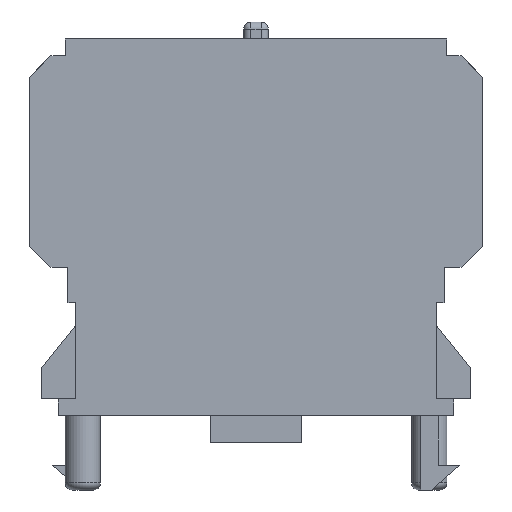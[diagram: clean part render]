
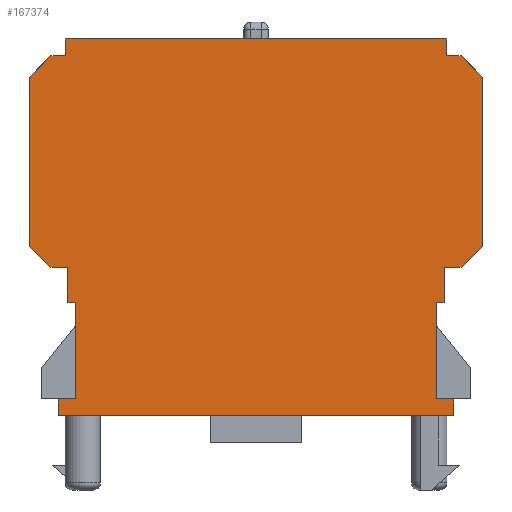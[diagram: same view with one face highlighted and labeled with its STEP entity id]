
A CAD part, left-side view. The second image highlights one B-rep face of the part: STEP entity #167374.
In plain terms, the highlighted planar face has unit normal (-1, 0, 0).
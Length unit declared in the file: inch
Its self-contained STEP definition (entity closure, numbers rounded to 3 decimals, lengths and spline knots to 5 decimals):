
#34304=CARTESIAN_POINT('',(-0.72343,-0.50197,-0.15945));
#34305=VERTEX_POINT('',#34304);
#34312=CARTESIAN_POINT('',(-0.72343,-0.55118,-0.15945));
#34313=VERTEX_POINT('',#34312);
#34314=CARTESIAN_POINT('',(-0.72343,-0.50197,-0.15945));
#34315=DIRECTION('',(0.0,-1.0,0.0));
#34316=VECTOR('',#34315,0.04921);
#34317=LINE('',#34314,#34316);
#34318=EDGE_CURVE('',#34305,#34313,#34317,.T.);
#34848=CARTESIAN_POINT('',(-0.72343,0.55118,-0.15945));
#34849=VERTEX_POINT('',#34848);
#34856=CARTESIAN_POINT('',(-0.72343,0.50197,-0.15945));
#34857=VERTEX_POINT('',#34856);
#34858=CARTESIAN_POINT('',(-0.72343,0.50197,-0.15945));
#34859=DIRECTION('',(0.0,1.0,0.0));
#34860=VECTOR('',#34859,0.04921);
#34861=LINE('',#34858,#34860);
#34862=EDGE_CURVE('',#34857,#34849,#34861,.T.);
#90289=CARTESIAN_POINT('',(-0.72343,-0.5315,0.84252));
#90290=VERTEX_POINT('',#90289);
#90291=CARTESIAN_POINT('',(-0.72343,0.5315,0.84252));
#90292=VERTEX_POINT('',#90291);
#90293=CARTESIAN_POINT('',(-0.72343,-0.5315,0.84252));
#90294=DIRECTION('',(0.0,1.0,0.0));
#90295=VECTOR('',#90294,1.06299);
#90296=LINE('',#90293,#90295);
#90297=EDGE_CURVE('',#90290,#90292,#90296,.T.);
#102852=CARTESIAN_POINT('',(-0.72343,0.5315,0.79528));
#102853=VERTEX_POINT('',#102852);
#102860=CARTESIAN_POINT('',(-0.72343,0.5315,0.84252));
#102861=DIRECTION('',(0.0,0.0,-1.0));
#102862=VECTOR('',#102861,0.04724);
#102863=LINE('',#102860,#102862);
#102864=EDGE_CURVE('',#90292,#102853,#102863,.T.);
#102875=CARTESIAN_POINT('',(-0.72343,-0.5315,0.79528));
#102876=VERTEX_POINT('',#102875);
#102877=CARTESIAN_POINT('',(-0.72343,-0.5315,0.84252));
#102878=DIRECTION('',(0.0,0.0,-1.0));
#102879=VECTOR('',#102878,0.04724);
#102880=LINE('',#102877,#102879);
#102881=EDGE_CURVE('',#90290,#102876,#102880,.T.);
#103055=CARTESIAN_POINT('',(-0.72343,-0.57087,0.79528));
#103056=VERTEX_POINT('',#103055);
#103057=CARTESIAN_POINT('',(-0.72343,-0.57087,0.79528));
#103058=DIRECTION('',(0.0,1.0,0.0));
#103059=VECTOR('',#103058,0.03937);
#103060=LINE('',#103057,#103059);
#103061=EDGE_CURVE('',#103056,#102876,#103060,.T.);
#103111=CARTESIAN_POINT('',(-0.72343,0.57087,0.79528));
#103112=VERTEX_POINT('',#103111);
#103119=CARTESIAN_POINT('',(-0.72343,0.5315,0.79528));
#103120=DIRECTION('',(0.0,1.0,0.0));
#103121=VECTOR('',#103120,0.03937);
#103122=LINE('',#103119,#103121);
#103123=EDGE_CURVE('',#102853,#103112,#103122,.T.);
#144566=CARTESIAN_POINT('',(-0.72343,0.52362,0.20669));
#144567=VERTEX_POINT('',#144566);
#144574=CARTESIAN_POINT('',(-0.72343,0.57087,0.20669));
#144575=VERTEX_POINT('',#144574);
#144576=CARTESIAN_POINT('',(-0.72343,0.57087,0.20669));
#144577=DIRECTION('',(0.0,-1.0,0.0));
#144578=VECTOR('',#144577,0.04724);
#144579=LINE('',#144576,#144578);
#144580=EDGE_CURVE('',#144575,#144567,#144579,.T.);
#144757=CARTESIAN_POINT('',(-0.72343,0.62992,0.73622));
#144758=VERTEX_POINT('',#144757);
#144759=CARTESIAN_POINT('',(-0.72343,0.62992,0.73622));
#144760=DIRECTION('',(0.0,-0.707,0.707));
#144761=VECTOR('',#144760,0.08352);
#144762=LINE('',#144759,#144761);
#144763=EDGE_CURVE('',#144758,#103112,#144762,.T.);
#144844=CARTESIAN_POINT('',(-0.72343,0.62992,0.26575));
#144845=VERTEX_POINT('',#144844);
#144852=CARTESIAN_POINT('',(-0.72343,0.62992,0.26575));
#144853=DIRECTION('',(0.0,0.0,1.0));
#144854=VECTOR('',#144853,0.47047);
#144855=LINE('',#144852,#144854);
#144856=EDGE_CURVE('',#144845,#144758,#144855,.T.);
#144866=CARTESIAN_POINT('',(-0.72343,0.57087,0.20669));
#144867=DIRECTION('',(0.0,0.707,0.707));
#144868=VECTOR('',#144867,0.08352);
#144869=LINE('',#144866,#144868);
#144870=EDGE_CURVE('',#144575,#144845,#144869,.T.);
#146092=CARTESIAN_POINT('',(-0.72343,-0.62992,0.73622));
#146093=VERTEX_POINT('',#146092);
#146094=CARTESIAN_POINT('',(-0.72343,-0.57087,0.79528));
#146095=DIRECTION('',(0.0,-0.707,-0.707));
#146096=VECTOR('',#146095,0.08352);
#146097=LINE('',#146094,#146096);
#146098=EDGE_CURVE('',#103056,#146093,#146097,.T.);
#146181=CARTESIAN_POINT('',(-0.72343,-0.62992,0.26575));
#146182=VERTEX_POINT('',#146181);
#146183=CARTESIAN_POINT('',(-0.72343,-0.62992,0.26575));
#146184=DIRECTION('',(0.0,0.0,1.0));
#146185=VECTOR('',#146184,0.47047);
#146186=LINE('',#146183,#146185);
#146187=EDGE_CURVE('',#146182,#146093,#146186,.T.);
#146213=CARTESIAN_POINT('',(-0.72343,-0.57087,0.20669));
#146214=VERTEX_POINT('',#146213);
#146215=CARTESIAN_POINT('',(-0.72343,-0.62992,0.26575));
#146216=DIRECTION('',(0.,0.707,-0.707));
#146217=VECTOR('',#146216,0.08352);
#146218=LINE('',#146215,#146217);
#146219=EDGE_CURVE('',#146182,#146214,#146218,.T.);
#146235=CARTESIAN_POINT('',(-0.72343,-0.52362,0.20669));
#146236=VERTEX_POINT('',#146235);
#146245=CARTESIAN_POINT('',(-0.72343,-0.52362,0.20669));
#146246=DIRECTION('',(0.0,-1.0,0.0));
#146247=VECTOR('',#146246,0.04724);
#146248=LINE('',#146245,#146247);
#146249=EDGE_CURVE('',#146236,#146214,#146248,.T.);
#159612=CARTESIAN_POINT('',(-0.72343,0.50197,0.10827));
#159613=VERTEX_POINT('',#159612);
#159620=CARTESIAN_POINT('',(-0.72343,0.52362,0.10827));
#159621=VERTEX_POINT('',#159620);
#159622=CARTESIAN_POINT('',(-0.72343,0.50197,0.10827));
#159623=DIRECTION('',(0.0,1.0,0.0));
#159624=VECTOR('',#159623,0.02165);
#159625=LINE('',#159622,#159624);
#159626=EDGE_CURVE('',#159613,#159621,#159625,.T.);
#159719=CARTESIAN_POINT('',(-0.72343,-0.55118,-0.20669));
#159720=VERTEX_POINT('',#159719);
#159727=CARTESIAN_POINT('',(-0.72343,0.55118,-0.20669));
#159728=VERTEX_POINT('',#159727);
#159729=CARTESIAN_POINT('',(-0.72343,0.55118,-0.20669));
#159730=DIRECTION('',(0.0,-1.0,0.0));
#159731=VECTOR('',#159730,1.10236);
#159732=LINE('',#159729,#159731);
#159733=EDGE_CURVE('',#159728,#159720,#159732,.T.);
#162622=CARTESIAN_POINT('',(-0.72343,0.52362,0.10827));
#162623=DIRECTION('',(0.0,0.0,1.0));
#162624=VECTOR('',#162623,0.09843);
#162625=LINE('',#162622,#162624);
#162626=EDGE_CURVE('',#159621,#144567,#162625,.T.);
#162787=CARTESIAN_POINT('',(-0.72343,0.55118,-0.20669));
#162788=DIRECTION('',(0.0,0.0,1.0));
#162789=VECTOR('',#162788,0.04724);
#162790=LINE('',#162787,#162789);
#162791=EDGE_CURVE('',#159728,#34849,#162790,.T.);
#163150=CARTESIAN_POINT('',(-0.72343,-0.52362,0.10827));
#163151=VERTEX_POINT('',#163150);
#163158=CARTESIAN_POINT('',(-0.72343,-0.50197,0.10827));
#163159=VERTEX_POINT('',#163158);
#163160=CARTESIAN_POINT('',(-0.72343,-0.50197,0.10827));
#163161=DIRECTION('',(0.0,-1.0,0.0));
#163162=VECTOR('',#163161,0.02165);
#163163=LINE('',#163160,#163162);
#163164=EDGE_CURVE('',#163159,#163151,#163163,.T.);
#164282=CARTESIAN_POINT('',(-0.72343,-0.55118,-0.20669));
#164283=DIRECTION('',(0.0,0.0,1.0));
#164284=VECTOR('',#164283,0.04724);
#164285=LINE('',#164282,#164284);
#164286=EDGE_CURVE('',#159720,#34313,#164285,.T.);
#164362=CARTESIAN_POINT('',(-0.72343,-0.50197,0.10827));
#164363=DIRECTION('',(0.0,0.0,-1.0));
#164364=VECTOR('',#164363,0.26772);
#164365=LINE('',#164362,#164364);
#164366=EDGE_CURVE('',#163159,#34305,#164365,.T.);
#165678=CARTESIAN_POINT('',(-0.72343,-0.52362,0.10827));
#165679=DIRECTION('',(0.0,0.0,1.0));
#165680=VECTOR('',#165679,0.09843);
#165681=LINE('',#165678,#165680);
#165682=EDGE_CURVE('',#163151,#146236,#165681,.T.);
#167338=CARTESIAN_POINT('',(-0.72343,-0.50197,0.0));
#167339=DIRECTION('',(-1.0,0.0,0.0));
#167340=DIRECTION('',(0.0,0.0,1.0));
#167341=AXIS2_PLACEMENT_3D('',#167338,#167339,#167340);
#167342=PLANE('',#167341);
#167343=ORIENTED_EDGE('',*,*,#162626,.F.);
#167344=ORIENTED_EDGE('',*,*,#159626,.F.);
#167345=CARTESIAN_POINT('',(-0.72343,0.50197,-0.15945));
#167346=DIRECTION('',(0.0,0.0,1.0));
#167347=VECTOR('',#167346,0.26772);
#167348=LINE('',#167345,#167347);
#167349=EDGE_CURVE('',#34857,#159613,#167348,.T.);
#167350=ORIENTED_EDGE('',*,*,#167349,.F.);
#167351=ORIENTED_EDGE('',*,*,#34862,.T.);
#167352=ORIENTED_EDGE('',*,*,#162791,.F.);
#167353=ORIENTED_EDGE('',*,*,#159733,.T.);
#167354=ORIENTED_EDGE('',*,*,#164286,.T.);
#167355=ORIENTED_EDGE('',*,*,#34318,.F.);
#167356=ORIENTED_EDGE('',*,*,#164366,.F.);
#167357=ORIENTED_EDGE('',*,*,#163164,.T.);
#167358=ORIENTED_EDGE('',*,*,#165682,.T.);
#167359=ORIENTED_EDGE('',*,*,#146249,.T.);
#167360=ORIENTED_EDGE('',*,*,#146219,.F.);
#167361=ORIENTED_EDGE('',*,*,#146187,.T.);
#167362=ORIENTED_EDGE('',*,*,#146098,.F.);
#167363=ORIENTED_EDGE('',*,*,#103061,.T.);
#167364=ORIENTED_EDGE('',*,*,#102881,.F.);
#167365=ORIENTED_EDGE('',*,*,#90297,.T.);
#167366=ORIENTED_EDGE('',*,*,#102864,.T.);
#167367=ORIENTED_EDGE('',*,*,#103123,.T.);
#167368=ORIENTED_EDGE('',*,*,#144763,.F.);
#167369=ORIENTED_EDGE('',*,*,#144856,.F.);
#167370=ORIENTED_EDGE('',*,*,#144870,.F.);
#167371=ORIENTED_EDGE('',*,*,#144580,.T.);
#167372=EDGE_LOOP('',(#167343,#167344,#167350,#167351,#167352,#167353,#167354,#167355,#167356,#167357,#167358,#167359,#167360,#167361,#167362,#167363,#167364,#167365,#167366,#167367,#167368,#167369,#167370,#167371));
#167373=FACE_OUTER_BOUND('',#167372,.T.);
#167374=ADVANCED_FACE('',(#167373),#167342,.T.);
